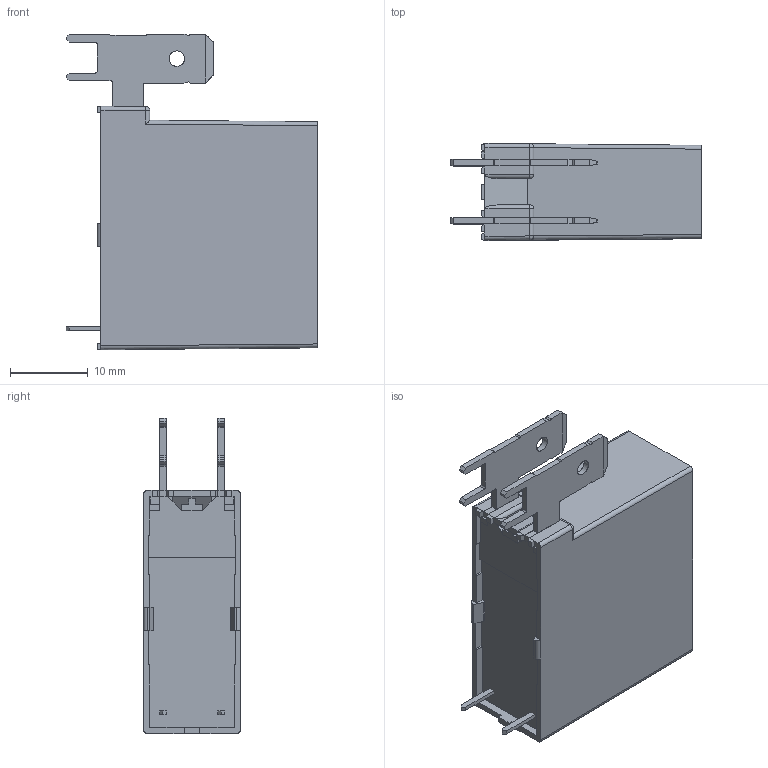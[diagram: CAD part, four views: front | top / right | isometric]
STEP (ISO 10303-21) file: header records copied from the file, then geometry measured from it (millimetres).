
FILE_DESCRIPTION(('STEP AP214'),'2;1');
FILE_NAME('4571_91.stp','2011-05-17T13:10:24',(''),(''),'2007.1.106','THINKDESIGN','');
FILE_SCHEMA(('AUTOMOTIVE_DESIGN'));
Length unit declared in the file: millimetre
Products named in the file (1): None
Bounding box: 32.5 x 12.5 x 40.7 mm (x, y, z)
Surface area: 5655.9 mm2 (no closed solid volume)
Topology: 0 solids, 0 shells, 234 faces, 1389 edges, 1381 vertices
Faces by surface type: plane 155, cylinder 50, bspline 29
Full cylindrical faces by diameter (mm): 1.5 x2, 2 x2
Entity records: 14656 total; most frequent: CARTESIAN_POINT 5099, DIRECTION 1601, COMPOSITE_CURVE_SEGMENT 1385, TRIMMED_CURVE 1119, VECTOR 1055, LINE 1055, AXIS2_PLACEMENT_3D 273, OUTER_BOUNDARY_CURVE 234
